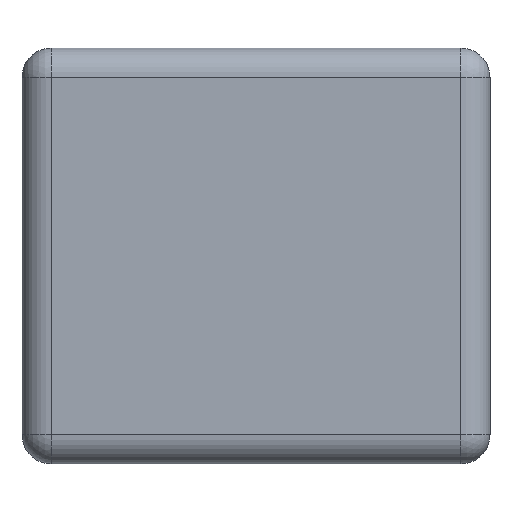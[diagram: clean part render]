
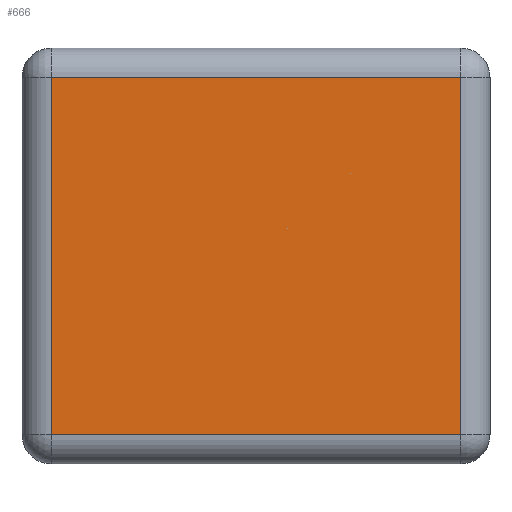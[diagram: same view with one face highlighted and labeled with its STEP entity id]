
A CAD part, left-side view. The second image highlights one B-rep face of the part: STEP entity #666.
In plain terms, the highlighted planar face has unit normal (-1, 0, 0).
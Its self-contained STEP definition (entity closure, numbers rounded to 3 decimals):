
#7 = CARTESIAN_POINT ( 'NONE',  ( -2.25, 1.8, -0.8 ) ) ;
#33 = LINE ( 'NONE', #713, #581 ) ;
#54 = DIRECTION ( 'NONE',  ( 1., 0., 0. ) ) ;
#83 = CARTESIAN_POINT ( 'NONE',  ( -2.25, 1.688, 0.687 ) ) ;
#143 = DIRECTION ( 'NONE',  ( 0., 0., -1. ) ) ;
#246 = CARTESIAN_POINT ( 'NONE',  ( -2.25, 1.688, -0.8 ) ) ;
#295 = VECTOR ( 'NONE', #1020, 1000. ) ;
#322 = LINE ( 'NONE', #445, #1251 ) ;
#341 = DIRECTION ( 'NONE',  ( 0., 0., -1. ) ) ;
#398 = CARTESIAN_POINT ( 'NONE',  ( -2.25, 0.112, 0.687 ) ) ;
#422 = EDGE_LOOP ( 'NONE', ( #990, #866, #1260, #1166 ) ) ;
#436 = VERTEX_POINT ( 'NONE', #833 ) ;
#445 = CARTESIAN_POINT ( 'NONE',  ( -2.25, 1.8, 0.687 ) ) ;
#459 = FACE_OUTER_BOUND ( 'NONE', #422, .T. ) ;
#461 = EDGE_CURVE ( 'NONE', #786, #620, #322, .T. ) ;
#488 = EDGE_CURVE ( 'NONE', #620, #987, #1105, .T. ) ;
#530 = CARTESIAN_POINT ( 'NONE',  ( -2.25, 1.8, -0.687 ) ) ;
#566 = DIRECTION ( 'NONE',  ( 0., 0., 1. ) ) ;
#581 = VECTOR ( 'NONE', #566, 1000. ) ;
#620 = VERTEX_POINT ( 'NONE', #83 ) ;
#624 = DIRECTION ( 'NONE',  ( 0., 1., 0. ) ) ;
#666 = ADVANCED_FACE ( 'NONE', ( #459 ), #1190, .F. ) ;
#713 = CARTESIAN_POINT ( 'NONE',  ( -2.25, 0.112, -0.8 ) ) ;
#786 = VERTEX_POINT ( 'NONE', #398 ) ;
#833 = CARTESIAN_POINT ( 'NONE',  ( -2.25, 0.112, -0.687 ) ) ;
#866 = ORIENTED_EDGE ( 'NONE', *, *, #1199, .T. ) ;
#987 = VERTEX_POINT ( 'NONE', #1272 ) ;
#990 = ORIENTED_EDGE ( 'NONE', *, *, #488, .T. ) ;
#993 = EDGE_CURVE ( 'NONE', #436, #786, #33, .T. ) ;
#1020 = DIRECTION ( 'NONE',  ( 0., -1., 0. ) ) ;
#1105 = LINE ( 'NONE', #246, #1176 ) ;
#1132 = AXIS2_PLACEMENT_3D ( 'NONE', #7, #54, #341 ) ;
#1166 = ORIENTED_EDGE ( 'NONE', *, *, #461, .T. ) ;
#1176 = VECTOR ( 'NONE', #143, 1000. ) ;
#1190 = PLANE ( 'NONE',  #1132 ) ;
#1199 = EDGE_CURVE ( 'NONE', #987, #436, #1204, .T. ) ;
#1204 = LINE ( 'NONE', #530, #295 ) ;
#1251 = VECTOR ( 'NONE', #624, 1000. ) ;
#1260 = ORIENTED_EDGE ( 'NONE', *, *, #993, .T. ) ;
#1272 = CARTESIAN_POINT ( 'NONE',  ( -2.25, 1.688, -0.687 ) ) ;
